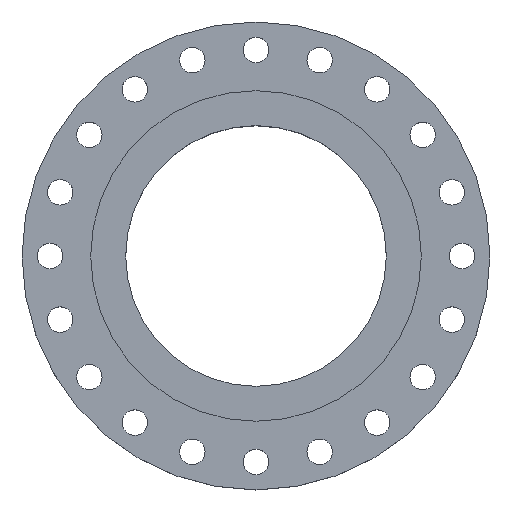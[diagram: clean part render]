
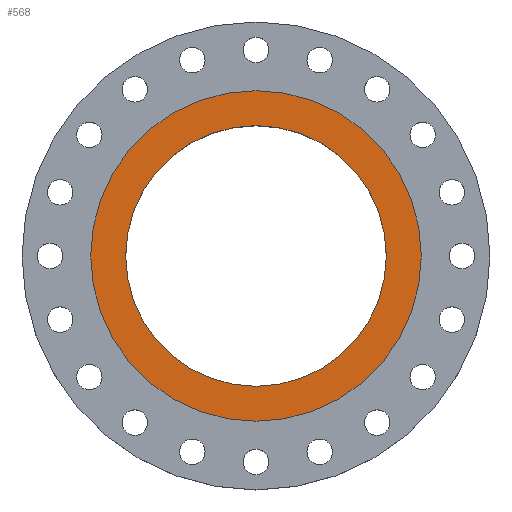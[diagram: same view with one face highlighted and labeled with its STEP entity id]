
A CAD part, top view. The second image highlights one B-rep face of the part: STEP entity #568.
In plain terms, the highlighted planar face has unit normal (0, 0, 1).
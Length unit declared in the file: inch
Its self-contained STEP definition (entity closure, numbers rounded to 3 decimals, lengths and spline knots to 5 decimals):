
#59 = VERTEX_POINT ( 'NONE', #103 ) ;
#88 = AXIS2_PLACEMENT_3D ( 'NONE', #750, #1392, #262 ) ;
#97 = EDGE_CURVE ( 'NONE', #59, #1336, #829, .T. ) ;
#100 = ORIENTED_EDGE ( 'NONE', *, *, #395, .F. ) ;
#103 = CARTESIAN_POINT ( 'NONE',  ( 6.406, 0., 0. ) ) ;
#109 = ORIENTED_EDGE ( 'NONE', *, *, #1529, .T. ) ;
#262 = DIRECTION ( 'NONE',  ( 1., 0., 0. ) ) ;
#269 = DIRECTION ( 'NONE',  ( 0., 0., 1. ) ) ;
#305 = PLANE ( 'NONE',  #935 ) ;
#381 = CIRCLE ( 'NONE', #1626, 8.125 ) ;
#395 = EDGE_CURVE ( 'NONE', #1336, #59, #636, .T. ) ;
#396 = EDGE_LOOP ( 'NONE', ( #109, #684 ) ) ;
#398 = DIRECTION ( 'NONE',  ( 0., 0., 1. ) ) ;
#437 = ORIENTED_EDGE ( 'NONE', *, *, #97, .F. ) ;
#456 = FACE_OUTER_BOUND ( 'NONE', #396, .T. ) ;
#466 = FACE_BOUND ( 'NONE', #1206, .T. ) ;
#507 = CIRCLE ( 'NONE', #88, 8.125 ) ;
#567 = DIRECTION ( 'NONE',  ( 1., 0., 0. ) ) ;
#568 = ADVANCED_FACE ( 'NONE', ( #466, #456 ), #305, .F. ) ;
#636 = CIRCLE ( 'NONE', #1294, 6.406 ) ;
#684 = ORIENTED_EDGE ( 'NONE', *, *, #1009, .T. ) ;
#750 = CARTESIAN_POINT ( 'NONE',  ( 0., 0., 0. ) ) ;
#769 = DIRECTION ( 'NONE',  ( -1., 0., 0. ) ) ;
#799 = AXIS2_PLACEMENT_3D ( 'NONE', #1551, #1981, #567 ) ;
#829 = CIRCLE ( 'NONE', #799, 6.406 ) ;
#891 = DIRECTION ( 'NONE',  ( 1., 0., 0. ) ) ;
#907 = VERTEX_POINT ( 'NONE', #1178 ) ;
#935 = AXIS2_PLACEMENT_3D ( 'NONE', #1671, #1069, #769 ) ;
#1009 = EDGE_CURVE ( 'NONE', #1629, #907, #507, .T. ) ;
#1069 = DIRECTION ( 'NONE',  ( 0., 0., -1. ) ) ;
#1178 = CARTESIAN_POINT ( 'NONE',  ( 8.125, 0., 0. ) ) ;
#1206 = EDGE_LOOP ( 'NONE', ( #437, #100 ) ) ;
#1294 = AXIS2_PLACEMENT_3D ( 'NONE', #1963, #398, #1638 ) ;
#1336 = VERTEX_POINT ( 'NONE', #1964 ) ;
#1392 = DIRECTION ( 'NONE',  ( 0., 0., 1. ) ) ;
#1529 = EDGE_CURVE ( 'NONE', #907, #1629, #381, .T. ) ;
#1551 = CARTESIAN_POINT ( 'NONE',  ( 0., 0., 0. ) ) ;
#1626 = AXIS2_PLACEMENT_3D ( 'NONE', #1852, #269, #891 ) ;
#1629 = VERTEX_POINT ( 'NONE', #1994 ) ;
#1638 = DIRECTION ( 'NONE',  ( 1., 0., 0. ) ) ;
#1671 = CARTESIAN_POINT ( 'NONE',  ( 0., 6.406, 0. ) ) ;
#1852 = CARTESIAN_POINT ( 'NONE',  ( 0., 0., 0. ) ) ;
#1963 = CARTESIAN_POINT ( 'NONE',  ( 0., 0., 0. ) ) ;
#1964 = CARTESIAN_POINT ( 'NONE',  ( -6.406, 0., 0. ) ) ;
#1981 = DIRECTION ( 'NONE',  ( 0., 0., 1. ) ) ;
#1994 = CARTESIAN_POINT ( 'NONE',  ( -8.125, 0., 0. ) ) ;
